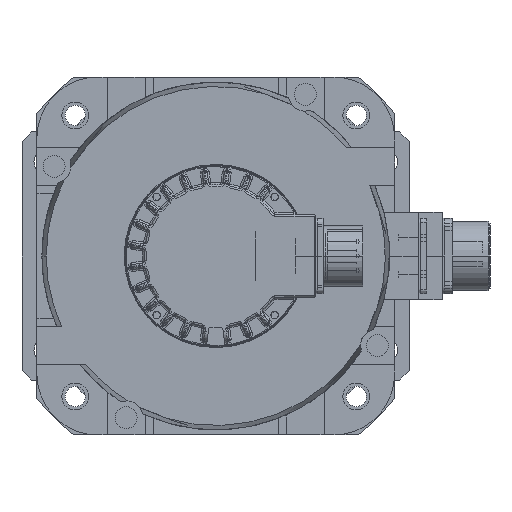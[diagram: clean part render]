
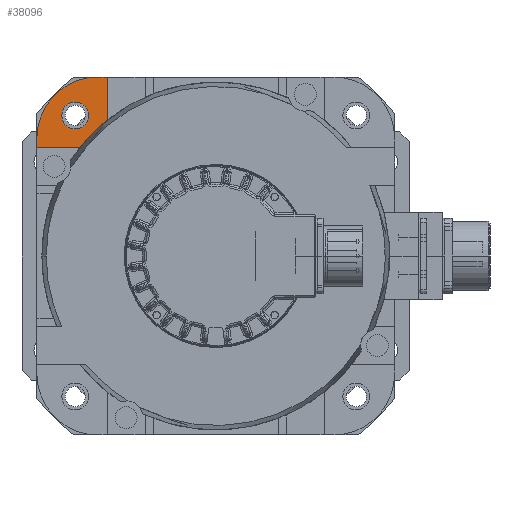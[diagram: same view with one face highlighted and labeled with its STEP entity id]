
A CAD part, front view. The second image highlights one B-rep face of the part: STEP entity #38096.
In plain terms, the highlighted face is planar.
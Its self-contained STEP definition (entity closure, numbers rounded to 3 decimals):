
#641 = EDGE_LOOP ( 'NONE', ( #17861, #14316, #23623, #5988, #18096, #46632 ) ) ;
#753 = VECTOR ( 'NONE', #47192, 1000. ) ;
#2976 = VERTEX_POINT ( 'NONE', #3993 ) ;
#3888 = CARTESIAN_POINT ( 'NONE',  ( 70.711, -70.711, 0. ) ) ;
#3993 = CARTESIAN_POINT ( 'NONE',  ( 68.454, -54.5, 0. ) ) ;
#5338 = DIRECTION ( 'NONE',  ( -1., 0., 0. ) ) ;
#5988 = ORIENTED_EDGE ( 'NONE', *, *, #13119, .T. ) ;
#6233 = EDGE_CURVE ( 'NONE', #47389, #2976, #19080, .T. ) ;
#6784 = DIRECTION ( 'NONE',  ( 1., 0., 0. ) ) ;
#6855 = LINE ( 'NONE', #51893, #57942 ) ;
#7439 = AXIS2_PLACEMENT_3D ( 'NONE', #3888, #39956, #44331 ) ;
#8413 = CIRCLE ( 'NONE', #27618, 30.5 ) ;
#9398 = EDGE_CURVE ( 'NONE', #47009, #2976, #33729, .T. ) ;
#13119 = EDGE_CURVE ( 'NONE', #22455, #58053, #34038, .T. ) ;
#14190 = EDGE_CURVE ( 'NONE', #47389, #58053, #36789, .T. ) ;
#14259 = CARTESIAN_POINT ( 'NONE',  ( 90., -54.5, 0. ) ) ;
#14316 = ORIENTED_EDGE ( 'NONE', *, *, #54781, .T. ) ;
#16631 = DIRECTION ( 'NONE',  ( -1., 0., 0. ) ) ;
#16943 = PLANE ( 'NONE',  #24033 ) ;
#17709 = CIRCLE ( 'NONE', #41348, 6.75 ) ;
#17837 = CARTESIAN_POINT ( 'NONE',  ( 54.5, -79.227, 0. ) ) ;
#17861 = ORIENTED_EDGE ( 'NONE', *, *, #9398, .F. ) ;
#18096 = ORIENTED_EDGE ( 'NONE', *, *, #14190, .F. ) ;
#19080 = CIRCLE ( 'NONE', #21258, 87.5 ) ;
#20788 = CARTESIAN_POINT ( 'NONE',  ( 63.961, -70.711, 0. ) ) ;
#21258 = AXIS2_PLACEMENT_3D ( 'NONE', #38088, #47417, #6784 ) ;
#22455 = VERTEX_POINT ( 'NONE', #51470 ) ;
#23059 = DIRECTION ( 'NONE',  ( -1., 0., 0. ) ) ;
#23623 = ORIENTED_EDGE ( 'NONE', *, *, #41789, .F. ) ;
#24033 = AXIS2_PLACEMENT_3D ( 'NONE', #44533, #30661, #39586 ) ;
#24708 = VECTOR ( 'NONE', #26600, 1000. ) ;
#24770 = ORIENTED_EDGE ( 'NONE', *, *, #52554, .F. ) ;
#26188 = EDGE_CURVE ( 'NONE', #29761, #49572, #17709, .T. ) ;
#26600 = DIRECTION ( 'NONE',  ( 0., -1., 0. ) ) ;
#27618 = AXIS2_PLACEMENT_3D ( 'NONE', #53352, #52977, #16631 ) ;
#28063 = CARTESIAN_POINT ( 'NONE',  ( 54.5, -90., 0. ) ) ;
#29761 = VERTEX_POINT ( 'NONE', #58783 ) ;
#30208 = VECTOR ( 'NONE', #5338, 1000. ) ;
#30661 = DIRECTION ( 'NONE',  ( 0., 0., 1. ) ) ;
#32218 = DIRECTION ( 'NONE',  ( 0., 0., -1. ) ) ;
#32470 = CARTESIAN_POINT ( 'NONE',  ( 79.227, -54.5, 0. ) ) ;
#33729 = LINE ( 'NONE', #32470, #30208 ) ;
#34038 = LINE ( 'NONE', #43228, #753 ) ;
#36594 = CARTESIAN_POINT ( 'NONE',  ( 70.711, -70.711, 0. ) ) ;
#36789 = LINE ( 'NONE', #17837, #24708 ) ;
#38088 = CARTESIAN_POINT ( 'NONE',  ( 0., 0., 0. ) ) ;
#38096 = ADVANCED_FACE ( 'NONE', ( #46285, #54114 ), #16943, .F. ) ;
#39586 = DIRECTION ( 'NONE',  ( 1., 0., 0. ) ) ;
#39956 = DIRECTION ( 'NONE',  ( 0., 0., -1. ) ) ;
#41348 = AXIS2_PLACEMENT_3D ( 'NONE', #36594, #32218, #23059 ) ;
#41789 = EDGE_CURVE ( 'NONE', #22455, #49229, #8413, .T. ) ;
#43228 = CARTESIAN_POINT ( 'NONE',  ( 0., -90., 0. ) ) ;
#44331 = DIRECTION ( 'NONE',  ( -1., 0., 0. ) ) ;
#44533 = CARTESIAN_POINT ( 'NONE',  ( 54.5, -90., 0. ) ) ;
#45441 = ORIENTED_EDGE ( 'NONE', *, *, #26188, .F. ) ;
#46285 = FACE_BOUND ( 'NONE', #53205, .T. ) ;
#46632 = ORIENTED_EDGE ( 'NONE', *, *, #6233, .T. ) ;
#47009 = VERTEX_POINT ( 'NONE', #14259 ) ;
#47192 = DIRECTION ( 'NONE',  ( -1., 0., 0. ) ) ;
#47389 = VERTEX_POINT ( 'NONE', #51075 ) ;
#47417 = DIRECTION ( 'NONE',  ( 0., 0., 1. ) ) ;
#47432 = CIRCLE ( 'NONE', #7439, 6.75 ) ;
#49229 = VERTEX_POINT ( 'NONE', #54388 ) ;
#49572 = VERTEX_POINT ( 'NONE', #20788 ) ;
#51075 = CARTESIAN_POINT ( 'NONE',  ( 54.5, -68.454, 0. ) ) ;
#51470 = CARTESIAN_POINT ( 'NONE',  ( 59.5, -90., 0. ) ) ;
#51893 = CARTESIAN_POINT ( 'NONE',  ( 90., 0., 0. ) ) ;
#52554 = EDGE_CURVE ( 'NONE', #49572, #29761, #47432, .T. ) ;
#52977 = DIRECTION ( 'NONE',  ( 0., 0., 1. ) ) ;
#53205 = EDGE_LOOP ( 'NONE', ( #24770, #45441 ) ) ;
#53352 = CARTESIAN_POINT ( 'NONE',  ( 59.5, -59.5, 0. ) ) ;
#54114 = FACE_OUTER_BOUND ( 'NONE', #641, .T. ) ;
#54388 = CARTESIAN_POINT ( 'NONE',  ( 90., -59.5, 0. ) ) ;
#54781 = EDGE_CURVE ( 'NONE', #47009, #49229, #6855, .T. ) ;
#56044 = DIRECTION ( 'NONE',  ( 0., -1., 0. ) ) ;
#57942 = VECTOR ( 'NONE', #56044, 1000. ) ;
#58053 = VERTEX_POINT ( 'NONE', #28063 ) ;
#58783 = CARTESIAN_POINT ( 'NONE',  ( 77.461, -70.711, 0. ) ) ;
